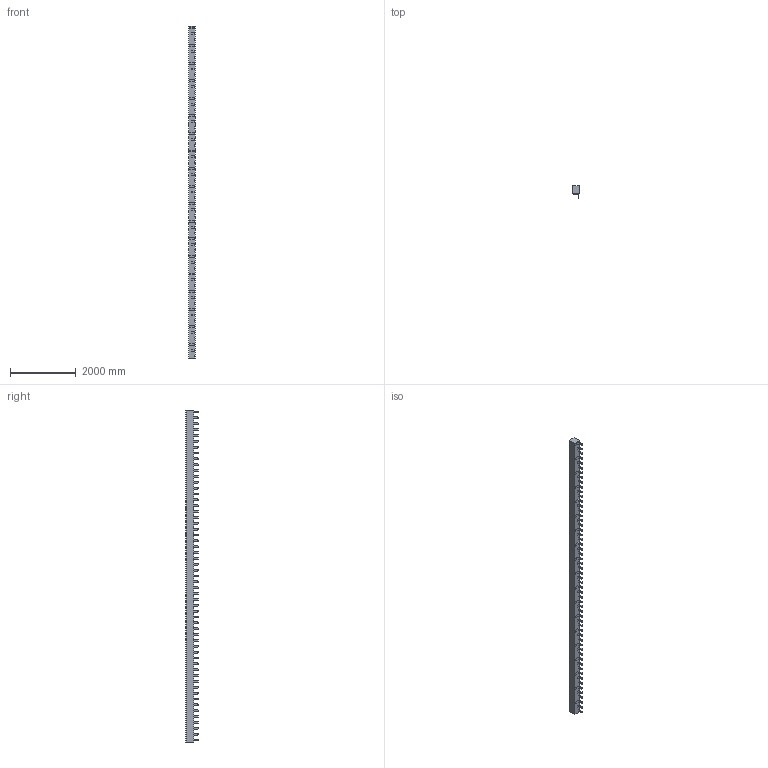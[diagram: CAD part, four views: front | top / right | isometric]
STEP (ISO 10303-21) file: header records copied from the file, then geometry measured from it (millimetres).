
FILE_DESCRIPTION((' '),'2;1');
FILE_NAME('FHL8-A3B8_3D.stp','2012-08-31T15:52:11',(' '),(' '),' ','ACIS',' ');
FILE_SCHEMA(('CONFIG_CONTROL_DESIGN'));
Length unit declared in the file: millimetre
Products named in the file (1): FHL8-A3B8_3D.stp
Bounding box: 212 x 365 x 10090 mm (x, y, z)
Volume: 501020389.2 mm3; surface area: 10134059.7 mm2
Topology: 1 solids, 1 shells, 561 faces, 1506 edges, 1004 vertices
Faces by surface type: plane 329, cylinder 232
Entity records: 17731 total; most frequent: DIRECTION 3094, CARTESIAN_POINT 3072, ORIENTED_EDGE 3012, EDGE_CURVE 1506, VECTOR 1042, LINE 1042, AXIS2_PLACEMENT_3D 1026, VERTEX_POINT 1004
